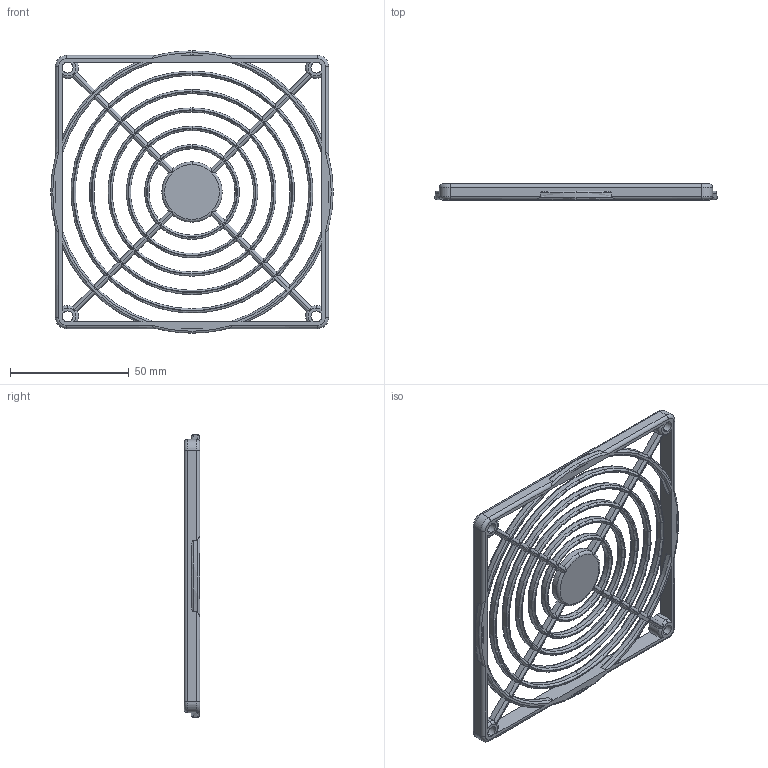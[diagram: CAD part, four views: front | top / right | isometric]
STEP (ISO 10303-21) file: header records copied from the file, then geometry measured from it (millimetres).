
FILE_DESCRIPTION (( 'STEP AP214' ), '1' );
FILE_NAME ('09120-G.STEP', '2013-04-08T02:06:17', ( 'USER' ), ( 'NONE' ), 'SwSTEP 2.0', 'SolidWorks 2010', '' );
FILE_SCHEMA (( 'AUTOMOTIVE_DESIGN' ));
Length unit declared in the file: millimetre
Products named in the file (1): 09120-G
Bounding box: 118.9 x 6.6 x 118.9 mm (x, y, z)
Volume: 19723.8 mm3; surface area: 23973.2 mm2
Topology: 1 solids, 1 shells, 415 faces, 1223 edges, 804 vertices
Faces by surface type: torus 175, cylinder 164, plane 76
Entity records: 16138 total; most frequent: CARTESIAN_POINT 5233, ORIENTED_EDGE 2446, DIRECTION 2118, EDGE_CURVE 1223, AXIS2_PLACEMENT_3D 857, VERTEX_POINT 804, EDGE_LOOP 481, CIRCLE 441
